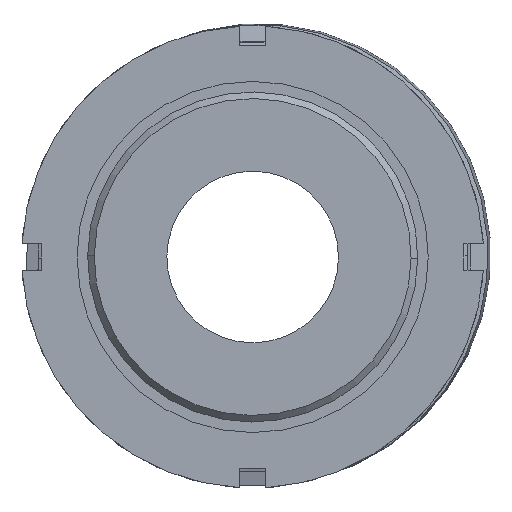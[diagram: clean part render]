
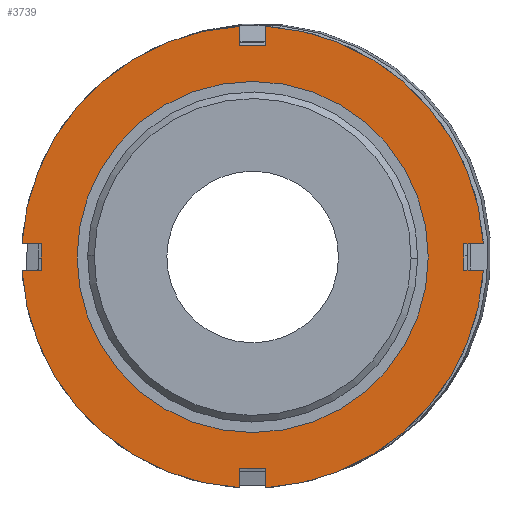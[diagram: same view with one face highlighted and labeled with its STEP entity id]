
A CAD part, front view. The second image highlights one B-rep face of the part: STEP entity #3739.
In plain terms, the highlighted planar face has unit normal (0, -1, 0).
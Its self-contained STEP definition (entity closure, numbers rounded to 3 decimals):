
#21 = CARTESIAN_POINT ( 'NONE',  ( -32., -58., -2. ) ) ;
#32 = VERTEX_POINT ( 'NONE', #1215 ) ;
#60 = EDGE_CURVE ( 'NONE', #3873, #3633, #1036, .T. ) ;
#95 = DIRECTION ( 'NONE',  ( 0., 0., 1. ) ) ;
#102 = LINE ( 'NONE', #2772, #2371 ) ;
#173 = ORIENTED_EDGE ( 'NONE', *, *, #1491, .F. ) ;
#183 = DIRECTION ( 'NONE',  ( 0., 0., 1. ) ) ;
#229 = DIRECTION ( 'NONE',  ( 1., 0., 0. ) ) ;
#239 = VECTOR ( 'NONE', #2960, 1000. ) ;
#250 = EDGE_CURVE ( 'NONE', #1282, #2803, #4222, .T. ) ;
#327 = DIRECTION ( 'NONE',  ( 0., 0., -1. ) ) ;
#343 = CIRCLE ( 'NONE', #1347, 35. ) ;
#350 = CARTESIAN_POINT ( 'NONE',  ( 0., -58., 0. ) ) ;
#424 = ORIENTED_EDGE ( 'NONE', *, *, #3685, .T. ) ;
#470 = DIRECTION ( 'NONE',  ( -1., 0., 0. ) ) ;
#485 = CIRCLE ( 'NONE', #3678, 35. ) ;
#532 = DIRECTION ( 'NONE',  ( 0., 0., 1. ) ) ;
#562 = PLANE ( 'NONE',  #1632 ) ;
#581 = EDGE_CURVE ( 'NONE', #3081, #3422, #863, .T. ) ;
#626 = DIRECTION ( 'NONE',  ( -1., 0., 0. ) ) ;
#639 = ORIENTED_EDGE ( 'NONE', *, *, #3464, .F. ) ;
#681 = CARTESIAN_POINT ( 'NONE',  ( -2., -58., 0. ) ) ;
#737 = CARTESIAN_POINT ( 'NONE',  ( 2., -58., 32. ) ) ;
#763 = LINE ( 'NONE', #3860, #3862 ) ;
#773 = EDGE_CURVE ( 'NONE', #1298, #3487, #2785, .T. ) ;
#863 = LINE ( 'NONE', #2577, #4271 ) ;
#871 = VECTOR ( 'NONE', #2019, 1000. ) ;
#899 = CIRCLE ( 'NONE', #3421, 35. ) ;
#963 = ORIENTED_EDGE ( 'NONE', *, *, #3634, .T. ) ;
#1036 = CIRCLE ( 'NONE', #1118, 26.6 ) ;
#1117 = VECTOR ( 'NONE', #327, 1000. ) ;
#1118 = AXIS2_PLACEMENT_3D ( 'NONE', #4145, #3185, #532 ) ;
#1126 = CARTESIAN_POINT ( 'NONE',  ( 0., -58., 0. ) ) ;
#1160 = EDGE_CURVE ( 'NONE', #3960, #2469, #1607, .T. ) ;
#1199 = ORIENTED_EDGE ( 'NONE', *, *, #3456, .T. ) ;
#1215 = CARTESIAN_POINT ( 'NONE',  ( 2., -58., 34.943 ) ) ;
#1270 = FACE_OUTER_BOUND ( 'NONE', #3737, .T. ) ;
#1282 = VERTEX_POINT ( 'NONE', #2660 ) ;
#1298 = VERTEX_POINT ( 'NONE', #1722 ) ;
#1305 = CARTESIAN_POINT ( 'NONE',  ( 0., -58., -26.6 ) ) ;
#1307 = VERTEX_POINT ( 'NONE', #1675 ) ;
#1345 = CARTESIAN_POINT ( 'NONE',  ( 2., -58., 0. ) ) ;
#1347 = AXIS2_PLACEMENT_3D ( 'NONE', #2950, #3549, #2609 ) ;
#1414 = CARTESIAN_POINT ( 'NONE',  ( 32., -58., 0. ) ) ;
#1421 = AXIS2_PLACEMENT_3D ( 'NONE', #2203, #1575, #3554 ) ;
#1432 = ORIENTED_EDGE ( 'NONE', *, *, #2991, .T. ) ;
#1433 = CARTESIAN_POINT ( 'NONE',  ( -2., -58., 32. ) ) ;
#1448 = ORIENTED_EDGE ( 'NONE', *, *, #4118, .T. ) ;
#1462 = DIRECTION ( 'NONE',  ( 0., 0., 1. ) ) ;
#1491 = EDGE_CURVE ( 'NONE', #3960, #1282, #3356, .T. ) ;
#1536 = DIRECTION ( 'NONE',  ( 0., 1., 0. ) ) ;
#1575 = DIRECTION ( 'NONE',  ( 0., 1., 0. ) ) ;
#1607 = LINE ( 'NONE', #2322, #871 ) ;
#1632 = AXIS2_PLACEMENT_3D ( 'NONE', #1885, #1536, #4185 ) ;
#1675 = CARTESIAN_POINT ( 'NONE',  ( -34.943, -58., 2. ) ) ;
#1692 = FACE_BOUND ( 'NONE', #3189, .T. ) ;
#1722 = CARTESIAN_POINT ( 'NONE',  ( -2., -58., -34.943 ) ) ;
#1740 = VECTOR ( 'NONE', #95, 1000. ) ;
#1777 = CARTESIAN_POINT ( 'NONE',  ( 32., -58., -2. ) ) ;
#1784 = EDGE_CURVE ( 'NONE', #2336, #3428, #102, .T. ) ;
#1795 = ORIENTED_EDGE ( 'NONE', *, *, #250, .F. ) ;
#1808 = DIRECTION ( 'NONE',  ( 0., 1., 0. ) ) ;
#1829 = EDGE_CURVE ( 'NONE', #4152, #3428, #3767, .T. ) ;
#1843 = CIRCLE ( 'NONE', #3642, 26.6 ) ;
#1885 = CARTESIAN_POINT ( 'NONE',  ( 26.6, -58., 0. ) ) ;
#2019 = DIRECTION ( 'NONE',  ( -1., 0., 0. ) ) ;
#2039 = CARTESIAN_POINT ( 'NONE',  ( 2., -58., 0. ) ) ;
#2044 = CARTESIAN_POINT ( 'NONE',  ( 34.943, -58., -2. ) ) ;
#2050 = LINE ( 'NONE', #3765, #3539 ) ;
#2082 = DIRECTION ( 'NONE',  ( 0., 0., -1. ) ) ;
#2085 = EDGE_CURVE ( 'NONE', #1307, #4152, #763, .T. ) ;
#2093 = LINE ( 'NONE', #1414, #1740 ) ;
#2106 = VECTOR ( 'NONE', #2340, 1000. ) ;
#2120 = DIRECTION ( 'NONE',  ( 0., 1., 0. ) ) ;
#2141 = CARTESIAN_POINT ( 'NONE',  ( 0., -58., 0. ) ) ;
#2157 = CARTESIAN_POINT ( 'NONE',  ( 0., -58., 26.6 ) ) ;
#2165 = ORIENTED_EDGE ( 'NONE', *, *, #1784, .F. ) ;
#2203 = CARTESIAN_POINT ( 'NONE',  ( 0., -58., 0. ) ) ;
#2322 = CARTESIAN_POINT ( 'NONE',  ( 26.6, -58., -2. ) ) ;
#2336 = VERTEX_POINT ( 'NONE', #2605 ) ;
#2340 = DIRECTION ( 'NONE',  ( 0., 0., -1. ) ) ;
#2371 = VECTOR ( 'NONE', #3091, 1000. ) ;
#2372 = VECTOR ( 'NONE', #2691, 1000. ) ;
#2374 = DIRECTION ( 'NONE',  ( 0., 0., 1. ) ) ;
#2409 = CARTESIAN_POINT ( 'NONE',  ( -2., -58., -32. ) ) ;
#2436 = VERTEX_POINT ( 'NONE', #1433 ) ;
#2469 = VERTEX_POINT ( 'NONE', #1777 ) ;
#2520 = VECTOR ( 'NONE', #2082, 1000. ) ;
#2577 = CARTESIAN_POINT ( 'NONE',  ( 26.6, -58., 2. ) ) ;
#2605 = CARTESIAN_POINT ( 'NONE',  ( -34.943, -58., -2. ) ) ;
#2609 = DIRECTION ( 'NONE',  ( 0., 0., 1. ) ) ;
#2615 = ORIENTED_EDGE ( 'NONE', *, *, #773, .T. ) ;
#2660 = CARTESIAN_POINT ( 'NONE',  ( 2., -58., -34.943 ) ) ;
#2691 = DIRECTION ( 'NONE',  ( 0., 0., 1. ) ) ;
#2733 = VECTOR ( 'NONE', #3984, 1000. ) ;
#2772 = CARTESIAN_POINT ( 'NONE',  ( 26.6, -58., -2. ) ) ;
#2785 = LINE ( 'NONE', #681, #2733 ) ;
#2803 = VERTEX_POINT ( 'NONE', #3974 ) ;
#2819 = LINE ( 'NONE', #3955, #1117 ) ;
#2829 = VERTEX_POINT ( 'NONE', #3280 ) ;
#2863 = ORIENTED_EDGE ( 'NONE', *, *, #60, .T. ) ;
#2871 = LINE ( 'NONE', #2039, #2106 ) ;
#2950 = CARTESIAN_POINT ( 'NONE',  ( 0., -58., 0. ) ) ;
#2960 = DIRECTION ( 'NONE',  ( 1., 0., 0. ) ) ;
#2991 = EDGE_CURVE ( 'NONE', #32, #4143, #2871, .T. ) ;
#2995 = DIRECTION ( 'NONE',  ( 0., 1., 0. ) ) ;
#3015 = CARTESIAN_POINT ( 'NONE',  ( 0., -58., -32. ) ) ;
#3081 = VERTEX_POINT ( 'NONE', #3742 ) ;
#3088 = ORIENTED_EDGE ( 'NONE', *, *, #3296, .F. ) ;
#3091 = DIRECTION ( 'NONE',  ( 1., 0., 0. ) ) ;
#3185 = DIRECTION ( 'NONE',  ( 0., 1., 0. ) ) ;
#3189 = EDGE_LOOP ( 'NONE', ( #963, #2863 ) ) ;
#3280 = CARTESIAN_POINT ( 'NONE',  ( -2., -58., 34.943 ) ) ;
#3289 = LINE ( 'NONE', #3015, #239 ) ;
#3296 = EDGE_CURVE ( 'NONE', #1298, #2336, #343, .T. ) ;
#3356 = CIRCLE ( 'NONE', #1421, 35. ) ;
#3376 = ORIENTED_EDGE ( 'NONE', *, *, #2085, .T. ) ;
#3421 = AXIS2_PLACEMENT_3D ( 'NONE', #2141, #2120, #1462 ) ;
#3422 = VERTEX_POINT ( 'NONE', #3627 ) ;
#3428 = VERTEX_POINT ( 'NONE', #21 ) ;
#3442 = ORIENTED_EDGE ( 'NONE', *, *, #3604, .F. ) ;
#3447 = CARTESIAN_POINT ( 'NONE',  ( -32., -58., 0. ) ) ;
#3456 = EDGE_CURVE ( 'NONE', #3487, #2803, #3289, .T. ) ;
#3464 = EDGE_CURVE ( 'NONE', #2829, #2436, #2819, .T. ) ;
#3487 = VERTEX_POINT ( 'NONE', #2409 ) ;
#3539 = VECTOR ( 'NONE', #470, 1000. ) ;
#3549 = DIRECTION ( 'NONE',  ( 0., 1., 0. ) ) ;
#3554 = DIRECTION ( 'NONE',  ( 0., 0., 1. ) ) ;
#3604 = EDGE_CURVE ( 'NONE', #32, #3081, #899, .T. ) ;
#3627 = CARTESIAN_POINT ( 'NONE',  ( 32., -58., 2. ) ) ;
#3633 = VERTEX_POINT ( 'NONE', #2157 ) ;
#3634 = EDGE_CURVE ( 'NONE', #3633, #3873, #1843, .T. ) ;
#3642 = AXIS2_PLACEMENT_3D ( 'NONE', #1126, #1808, #183 ) ;
#3678 = AXIS2_PLACEMENT_3D ( 'NONE', #350, #2995, #2374 ) ;
#3685 = EDGE_CURVE ( 'NONE', #4143, #2436, #2050, .T. ) ;
#3737 = EDGE_LOOP ( 'NONE', ( #2165, #3088, #2615, #1199, #1795, #173, #4090, #1448, #4213, #3442, #1432, #424, #639, #4265, #3376, #3964 ) ) ;
#3739 = ADVANCED_FACE ( 'NONE', ( #1692, #1270 ), #562, .F. ) ;
#3742 = CARTESIAN_POINT ( 'NONE',  ( 34.943, -58., 2. ) ) ;
#3765 = CARTESIAN_POINT ( 'NONE',  ( 0., -58., 32. ) ) ;
#3767 = LINE ( 'NONE', #3447, #2520 ) ;
#3860 = CARTESIAN_POINT ( 'NONE',  ( 26.6, -58., 2. ) ) ;
#3862 = VECTOR ( 'NONE', #229, 1000. ) ;
#3873 = VERTEX_POINT ( 'NONE', #1305 ) ;
#3955 = CARTESIAN_POINT ( 'NONE',  ( -2., -58., 0. ) ) ;
#3960 = VERTEX_POINT ( 'NONE', #2044 ) ;
#3963 = EDGE_CURVE ( 'NONE', #1307, #2829, #485, .T. ) ;
#3964 = ORIENTED_EDGE ( 'NONE', *, *, #1829, .T. ) ;
#3974 = CARTESIAN_POINT ( 'NONE',  ( 2., -58., -32. ) ) ;
#3984 = DIRECTION ( 'NONE',  ( 0., 0., 1. ) ) ;
#4036 = CARTESIAN_POINT ( 'NONE',  ( -32., -58., 2. ) ) ;
#4090 = ORIENTED_EDGE ( 'NONE', *, *, #1160, .T. ) ;
#4118 = EDGE_CURVE ( 'NONE', #2469, #3422, #2093, .T. ) ;
#4143 = VERTEX_POINT ( 'NONE', #737 ) ;
#4145 = CARTESIAN_POINT ( 'NONE',  ( 0., -58., 0. ) ) ;
#4152 = VERTEX_POINT ( 'NONE', #4036 ) ;
#4185 = DIRECTION ( 'NONE',  ( 0., 0., 1. ) ) ;
#4213 = ORIENTED_EDGE ( 'NONE', *, *, #581, .F. ) ;
#4222 = LINE ( 'NONE', #1345, #2372 ) ;
#4265 = ORIENTED_EDGE ( 'NONE', *, *, #3963, .F. ) ;
#4271 = VECTOR ( 'NONE', #626, 1000. ) ;
